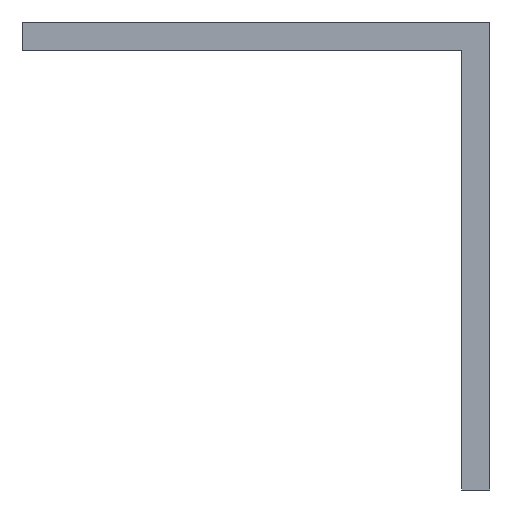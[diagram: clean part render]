
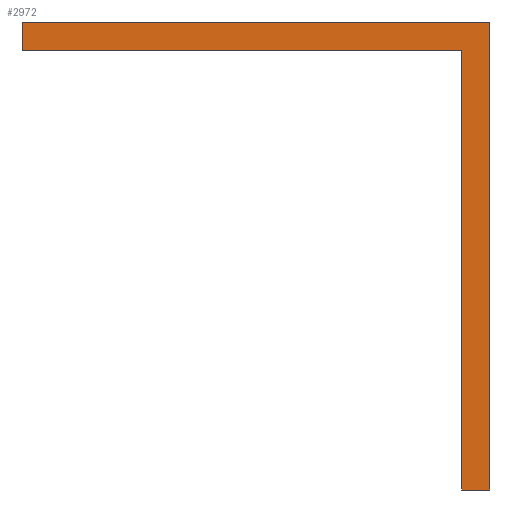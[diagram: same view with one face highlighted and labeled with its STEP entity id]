
A CAD part, front view. The second image highlights one B-rep face of the part: STEP entity #2972.
In plain terms, the highlighted planar face has unit normal (0, -1, 0).
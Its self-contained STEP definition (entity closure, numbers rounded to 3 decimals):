
#423 = AXIS2_PLACEMENT_3D ( 'NONE', #6493, #6479, #6475 ) ;
#529 = DIRECTION ( 'NONE',  ( 0., 0., -1. ) ) ;
#545 = CARTESIAN_POINT ( 'NONE',  ( -25., -300., 0. ) ) ;
#582 = LINE ( 'NONE', #545, #2077 ) ;
#938 = VERTEX_POINT ( 'NONE', #6650 ) ;
#1143 = VERTEX_POINT ( 'NONE', #6289 ) ;
#1212 = VECTOR ( 'NONE', #3471, 1000. ) ;
#1425 = VERTEX_POINT ( 'NONE', #5279 ) ;
#1698 = DIRECTION ( 'NONE',  ( -1., 0., 0. ) ) ;
#1833 = CARTESIAN_POINT ( 'NONE',  ( 0., -300., -1.5 ) ) ;
#2017 = VERTEX_POINT ( 'NONE', #2942 ) ;
#2077 = VECTOR ( 'NONE', #529, 1000. ) ;
#2306 = FACE_OUTER_BOUND ( 'NONE', #3060, .T. ) ;
#2334 = EDGE_CURVE ( 'NONE', #1143, #2017, #3976, .T. ) ;
#2921 = LINE ( 'NONE', #3479, #1212 ) ;
#2942 = CARTESIAN_POINT ( 'NONE',  ( -25., -300., -1.5 ) ) ;
#2972 = ADVANCED_FACE ( 'NONE', ( #2306 ), #6485, .T. ) ;
#3060 = EDGE_LOOP ( 'NONE', ( #4781, #4977, #5496, #5566, #5654, #5728 ) ) ;
#3303 = EDGE_CURVE ( 'NONE', #3407, #938, #5249, .T. ) ;
#3313 = CARTESIAN_POINT ( 'NONE',  ( 0., -300., -25. ) ) ;
#3407 = VERTEX_POINT ( 'NONE', #3865 ) ;
#3464 = EDGE_CURVE ( 'NONE', #1425, #1143, #2921, .T. ) ;
#3471 = DIRECTION ( 'NONE',  ( 0., 0., 1. ) ) ;
#3479 = CARTESIAN_POINT ( 'NONE',  ( -1.5, -300., -25. ) ) ;
#3865 = CARTESIAN_POINT ( 'NONE',  ( 0., -300., 0. ) ) ;
#3950 = EDGE_CURVE ( 'NONE', #938, #2017, #582, .T. ) ;
#3976 = LINE ( 'NONE', #1833, #5036 ) ;
#4134 = DIRECTION ( 'NONE',  ( 0., 0., 1. ) ) ;
#4165 = CARTESIAN_POINT ( 'NONE',  ( 0., -300., -25. ) ) ;
#4235 = EDGE_CURVE ( 'NONE', #1425, #5105, #4253, .T. ) ;
#4253 = LINE ( 'NONE', #4906, #5127 ) ;
#4293 = EDGE_CURVE ( 'NONE', #5105, #3407, #4487, .T. ) ;
#4487 = LINE ( 'NONE', #4165, #6784 ) ;
#4514 = DIRECTION ( 'NONE',  ( -1., 0., 0. ) ) ;
#4519 = CARTESIAN_POINT ( 'NONE',  ( 0., -300., 0. ) ) ;
#4781 = ORIENTED_EDGE ( 'NONE', *, *, #2334, .F. ) ;
#4906 = CARTESIAN_POINT ( 'NONE',  ( -1.5, -300., -25. ) ) ;
#4965 = DIRECTION ( 'NONE',  ( 1., 0., 0. ) ) ;
#4977 = ORIENTED_EDGE ( 'NONE', *, *, #3464, .F. ) ;
#5036 = VECTOR ( 'NONE', #1698, 1000. ) ;
#5105 = VERTEX_POINT ( 'NONE', #3313 ) ;
#5122 = VECTOR ( 'NONE', #4514, 1000. ) ;
#5127 = VECTOR ( 'NONE', #4965, 1000. ) ;
#5249 = LINE ( 'NONE', #4519, #5122 ) ;
#5279 = CARTESIAN_POINT ( 'NONE',  ( -1.5, -300., -25. ) ) ;
#5496 = ORIENTED_EDGE ( 'NONE', *, *, #4235, .T. ) ;
#5566 = ORIENTED_EDGE ( 'NONE', *, *, #4293, .T. ) ;
#5654 = ORIENTED_EDGE ( 'NONE', *, *, #3303, .T. ) ;
#5728 = ORIENTED_EDGE ( 'NONE', *, *, #3950, .T. ) ;
#6289 = CARTESIAN_POINT ( 'NONE',  ( -1.5, -300., -1.5 ) ) ;
#6475 = DIRECTION ( 'NONE',  ( -1., 0., 0. ) ) ;
#6479 = DIRECTION ( 'NONE',  ( 0., -1., 0. ) ) ;
#6485 = PLANE ( 'NONE',  #423 ) ;
#6493 = CARTESIAN_POINT ( 'NONE',  ( 0., -300., 0. ) ) ;
#6650 = CARTESIAN_POINT ( 'NONE',  ( -25., -300., 0. ) ) ;
#6784 = VECTOR ( 'NONE', #4134, 1000. ) ;
